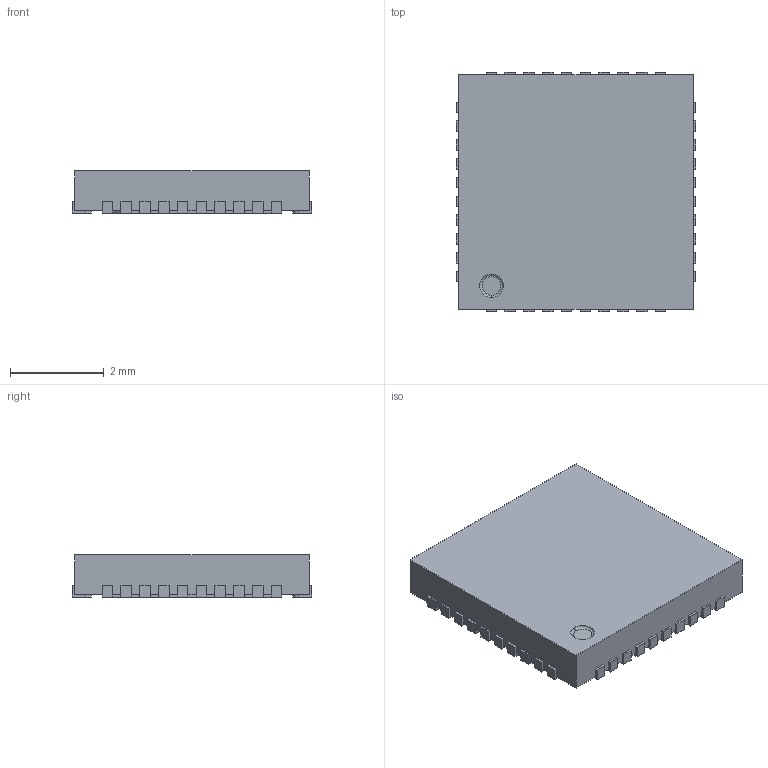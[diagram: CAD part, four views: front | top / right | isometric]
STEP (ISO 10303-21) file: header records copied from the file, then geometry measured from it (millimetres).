
FILE_DESCRIPTION (( 'STEP AP214' ), '1' );
FILE_NAME ( 'REALTEK_QFN41P40_500X500X90L40X22T370N.STEP', '2022-06-15T20:32:02', ( '' ), ( '' ), '', '©2017 PCB Libraries, Inc.', '' );
FILE_SCHEMA (( 'AUTOMOTIVE_DESIGN' ));
Length unit declared in the file: millimetre
Products named in the file (1): REALTEK_QFN41P40_500X500X90L40X22T370N
Bounding box: 5.1 x 5.1 x 0.9 mm (x, y, z)
Volume: 22.2 mm3; surface area: 108.5 mm2
Topology: 42 solids, 42 shells, 376 faces, 873 edges, 582 vertices
Faces by surface type: plane 294, cylinder 80, torus 2
Entity records: 12125 total; most frequent: CARTESIAN_POINT 1832, DIRECTION 1793, ORIENTED_EDGE 1746, EDGE_CURVE 873, VECTOR 707, LINE 707, VERTEX_POINT 582, AXIS2_PLACEMENT_3D 543
